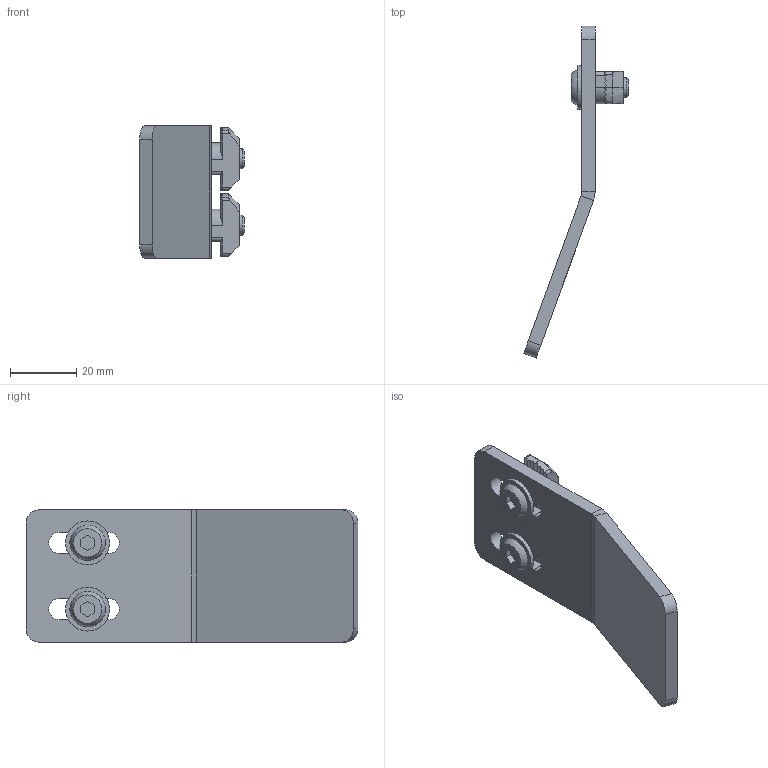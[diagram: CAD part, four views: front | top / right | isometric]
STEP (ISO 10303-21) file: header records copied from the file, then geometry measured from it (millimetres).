
FILE_DESCRIPTION(/* description */ ('KriTec Zentrierhilfe 10 Raster 45, VA'),/* implementation_level */ '2;1');
FILE_NAME(/* name */ '81345_KriTec_Zentrierhilfe_10_Raster_45_VA.stp',/* time_stamp */ '2020-02-21T13:50:37+01:00',/* author */ ('Nell'),/* organization */ (''),/* preprocessor_version */ 'ST-DEVELOPER v17',/* originating_system */ 'Autodesk Inventor 2018',/* authorisation */ '');
FILE_SCHEMA (('AUTOMOTIVE_DESIGN { 1 0 10303 214 3 1 1 }'));
Length unit declared in the file: millimetre
Products named in the file (4): 81345; 32150; 11740; 81016
Assembly tree (5 placements, depth 2):
  81345
    32150
    11740  x2
    81016  x2
Bounding box: 31.54 x 100.27 x 40 mm (x, y, z)
Volume: 18681.5 mm3; surface area: 12156.2 mm2
Topology: 5 solids, 5 shells, 160 faces, 432 edges, 288 vertices
Faces by surface type: plane 114, cylinder 36, cone 6, sphere 2, torus 2
Full cylindrical faces by diameter (mm): 4.917 x2, 6 x2, 13.27 x2
Entity records: 3110 total; most frequent: DIRECTION 540, CARTESIAN_POINT 536, ORIENTED_EDGE 496, EDGE_CURVE 248, AXIS2_PLACEMENT_3D 194, VERTEX_POINT 164, LINE 152, VECTOR 152
